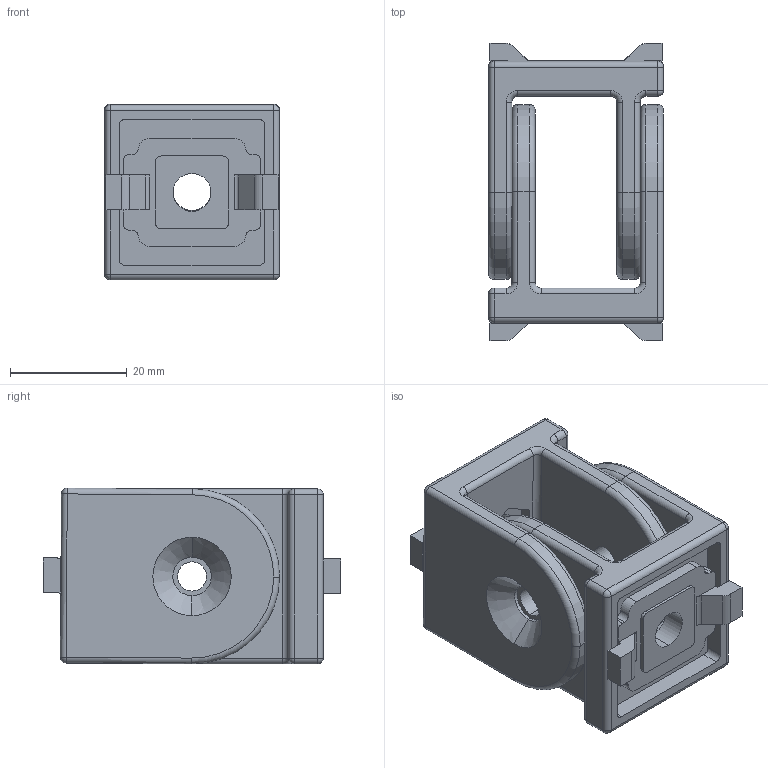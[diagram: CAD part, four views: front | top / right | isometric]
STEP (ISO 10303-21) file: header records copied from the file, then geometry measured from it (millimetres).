
FILE_DESCRIPTION (( 'STEP AP203' ), '1' );
FILE_NAME ('084.311.009.STEP', '2013-01-25T13:48:59', ( 'Alusic' ), ( 'Alusic' ), 'SwSTEP 2.0', 'SolidWorks 2011', '' );
FILE_SCHEMA (( 'CONFIG_CONTROL_DESIGN' ));
Length unit declared in the file: millimetre
Products named in the file (3): 084.311.009; 084.311.009-2; 084.311.009-1
Assembly tree (4 placements, depth 2):
  084.311.009
    084.311.009-1  x2
    084.311.009-2  x2
Bounding box: 30 x 51.02 x 30.15 mm (x, y, z)
Volume: 21380.2 mm3; surface area: 15058.4 mm2
Topology: 4 solids, 4 shells, 270 faces, 692 edges, 424 vertices
Faces by surface type: cylinder 120, plane 106, torus 28, sphere 12, cone 4
Entity records: 4427 total; most frequent: DIRECTION 764, CARTESIAN_POINT 694, ORIENTED_EDGE 680, EDGE_CURVE 340, AXIS2_PLACEMENT_3D 282, VERTEX_POINT 212, VECTOR 200, LINE 200
